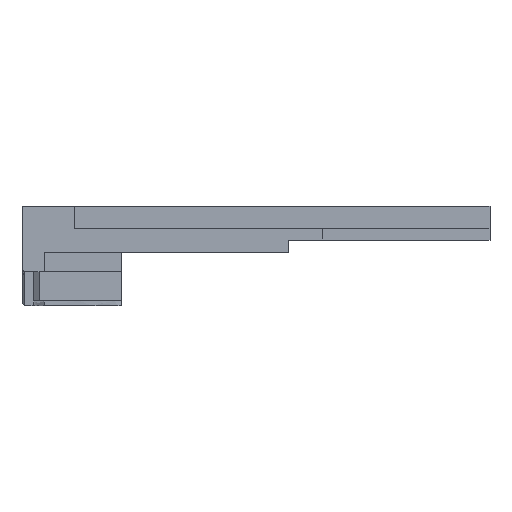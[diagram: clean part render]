
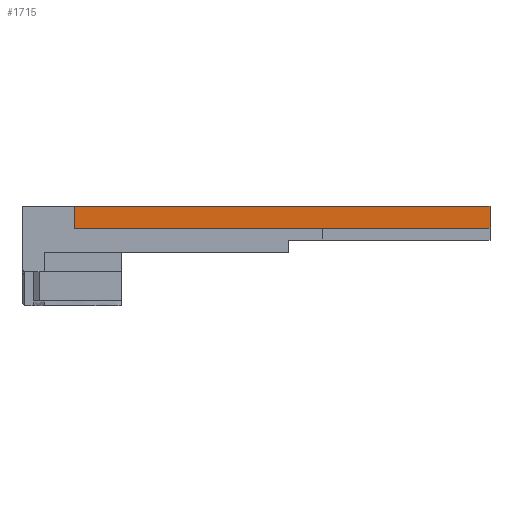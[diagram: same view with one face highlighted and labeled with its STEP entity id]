
A CAD part, front view. The second image highlights one B-rep face of the part: STEP entity #1715.
In plain terms, the highlighted planar face has unit normal (0, -1, 0).
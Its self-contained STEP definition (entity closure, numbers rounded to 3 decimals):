
#46 = PLANE('',#47);
#47 = AXIS2_PLACEMENT_3D('',#48,#49,#50);
#48 = CARTESIAN_POINT('',(117.363,61.,0.));
#49 = DIRECTION('',(0.,0.,1.));
#50 = DIRECTION('',(0.,1.,0.));
#82 = PLANE('',#83);
#83 = AXIS2_PLACEMENT_3D('',#84,#85,#86);
#84 = CARTESIAN_POINT('',(193.448,112.,0.));
#85 = DIRECTION('',(-1.,0.,0.));
#86 = DIRECTION('',(0.,0.,-1.));
#622 = PLANE('',#623);
#623 = AXIS2_PLACEMENT_3D('',#624,#625,#626);
#624 = CARTESIAN_POINT('',(21.6,59.232,-8.91));
#625 = DIRECTION('',(1.,0.,0.));
#626 = DIRECTION('',(0.,0.,1.));
#719 = VERTEX_POINT('',#720);
#720 = CARTESIAN_POINT('',(21.6,118.185,0.));
#741 = EDGE_CURVE('',#742,#719,#744,.T.);
#742 = VERTEX_POINT('',#743);
#743 = CARTESIAN_POINT('',(193.448,118.185,0.));
#744 = SURFACE_CURVE('',#745,(#749,#756),.PCURVE_S1.);
#745 = LINE('',#746,#747);
#746 = CARTESIAN_POINT('',(213.,118.185,0.));
#747 = VECTOR('',#748,1.);
#748 = DIRECTION('',(-1.,0.,0.));
#749 = PCURVE('',#46,#750);
#750 = DEFINITIONAL_REPRESENTATION('',(#751),#755);
#751 = LINE('',#752,#753);
#752 = CARTESIAN_POINT('',(57.185,-95.637));
#753 = VECTOR('',#754,1.);
#754 = DIRECTION('',(0.,1.));
#755 = ( GEOMETRIC_REPRESENTATION_CONTEXT(2) 
PARAMETRIC_REPRESENTATION_CONTEXT() REPRESENTATION_CONTEXT('2D SPACE',''
  ) );
#756 = PCURVE('',#757,#762);
#757 = PLANE('',#758);
#758 = AXIS2_PLACEMENT_3D('',#759,#760,#761);
#759 = CARTESIAN_POINT('',(213.,118.185,0.));
#760 = DIRECTION('',(0.,1.,0.));
#761 = DIRECTION('',(-1.,0.,0.));
#762 = DEFINITIONAL_REPRESENTATION('',(#763),#767);
#763 = LINE('',#764,#765);
#764 = CARTESIAN_POINT('',(0.,0.));
#765 = VECTOR('',#766,1.);
#766 = DIRECTION('',(1.,0.));
#767 = ( GEOMETRIC_REPRESENTATION_CONTEXT(2) 
PARAMETRIC_REPRESENTATION_CONTEXT() REPRESENTATION_CONTEXT('2D SPACE',''
  ) );
#1641 = EDGE_CURVE('',#1642,#742,#1644,.T.);
#1642 = VERTEX_POINT('',#1643);
#1643 = CARTESIAN_POINT('',(193.448,118.185,-9.));
#1644 = SURFACE_CURVE('',#1645,(#1649,#1656),.PCURVE_S1.);
#1645 = LINE('',#1646,#1647);
#1646 = CARTESIAN_POINT('',(193.448,118.185,0.));
#1647 = VECTOR('',#1648,1.);
#1648 = DIRECTION('',(0.,0.,1.));
#1649 = PCURVE('',#82,#1650);
#1650 = DEFINITIONAL_REPRESENTATION('',(#1651),#1655);
#1651 = LINE('',#1652,#1653);
#1652 = CARTESIAN_POINT('',(0.,-6.185));
#1653 = VECTOR('',#1654,1.);
#1654 = DIRECTION('',(-1.,0.));
#1655 = ( GEOMETRIC_REPRESENTATION_CONTEXT(2) 
PARAMETRIC_REPRESENTATION_CONTEXT() REPRESENTATION_CONTEXT('2D SPACE',''
  ) );
#1656 = PCURVE('',#757,#1657);
#1657 = DEFINITIONAL_REPRESENTATION('',(#1658),#1662);
#1658 = LINE('',#1659,#1660);
#1659 = CARTESIAN_POINT('',(19.553,0.));
#1660 = VECTOR('',#1661,1.);
#1661 = DIRECTION('',(0.,1.));
#1662 = ( GEOMETRIC_REPRESENTATION_CONTEXT(2) 
PARAMETRIC_REPRESENTATION_CONTEXT() REPRESENTATION_CONTEXT('2D SPACE',''
  ) );
#1704 = PLANE('',#1705);
#1705 = AXIS2_PLACEMENT_3D('',#1706,#1707,#1708);
#1706 = CARTESIAN_POINT('',(117.3,48.639,-9.));
#1707 = DIRECTION('',(0.,0.,1.));
#1708 = DIRECTION('',(-1.,0.,0.));
#1715 = ADVANCED_FACE('',(#1716),#757,.F.);
#1716 = FACE_BOUND('',#1717,.F.);
#1717 = EDGE_LOOP('',(#1718,#1719,#1720,#1743));
#1718 = ORIENTED_EDGE('',*,*,#741,.F.);
#1719 = ORIENTED_EDGE('',*,*,#1641,.F.);
#1720 = ORIENTED_EDGE('',*,*,#1721,.F.);
#1721 = EDGE_CURVE('',#1722,#1642,#1724,.T.);
#1722 = VERTEX_POINT('',#1723);
#1723 = CARTESIAN_POINT('',(21.6,118.185,-9.));
#1724 = SURFACE_CURVE('',#1725,(#1729,#1736),.PCURVE_S1.);
#1725 = LINE('',#1726,#1727);
#1726 = CARTESIAN_POINT('',(165.15,118.185,-9.));
#1727 = VECTOR('',#1728,1.);
#1728 = DIRECTION('',(1.,0.,0.));
#1729 = PCURVE('',#757,#1730);
#1730 = DEFINITIONAL_REPRESENTATION('',(#1731),#1735);
#1731 = LINE('',#1732,#1733);
#1732 = CARTESIAN_POINT('',(47.85,-9.));
#1733 = VECTOR('',#1734,1.);
#1734 = DIRECTION('',(-1.,0.));
#1735 = ( GEOMETRIC_REPRESENTATION_CONTEXT(2) 
PARAMETRIC_REPRESENTATION_CONTEXT() REPRESENTATION_CONTEXT('2D SPACE',''
  ) );
#1736 = PCURVE('',#1704,#1737);
#1737 = DEFINITIONAL_REPRESENTATION('',(#1738),#1742);
#1738 = LINE('',#1739,#1740);
#1739 = CARTESIAN_POINT('',(-47.85,-69.546));
#1740 = VECTOR('',#1741,1.);
#1741 = DIRECTION('',(-1.,0.));
#1742 = ( GEOMETRIC_REPRESENTATION_CONTEXT(2) 
PARAMETRIC_REPRESENTATION_CONTEXT() REPRESENTATION_CONTEXT('2D SPACE',''
  ) );
#1743 = ORIENTED_EDGE('',*,*,#1744,.F.);
#1744 = EDGE_CURVE('',#719,#1722,#1745,.T.);
#1745 = SURFACE_CURVE('',#1746,(#1750,#1757),.PCURVE_S1.);
#1746 = LINE('',#1747,#1748);
#1747 = CARTESIAN_POINT('',(21.6,118.185,0.));
#1748 = VECTOR('',#1749,1.);
#1749 = DIRECTION('',(-0.,-0.,-1.));
#1750 = PCURVE('',#757,#1751);
#1751 = DEFINITIONAL_REPRESENTATION('',(#1752),#1756);
#1752 = LINE('',#1753,#1754);
#1753 = CARTESIAN_POINT('',(191.4,0.));
#1754 = VECTOR('',#1755,1.);
#1755 = DIRECTION('',(0.,-1.));
#1756 = ( GEOMETRIC_REPRESENTATION_CONTEXT(2) 
PARAMETRIC_REPRESENTATION_CONTEXT() REPRESENTATION_CONTEXT('2D SPACE',''
  ) );
#1757 = PCURVE('',#622,#1758);
#1758 = DEFINITIONAL_REPRESENTATION('',(#1759),#1763);
#1759 = LINE('',#1760,#1761);
#1760 = CARTESIAN_POINT('',(8.91,-58.953));
#1761 = VECTOR('',#1762,1.);
#1762 = DIRECTION('',(-1.,0.));
#1763 = ( GEOMETRIC_REPRESENTATION_CONTEXT(2) 
PARAMETRIC_REPRESENTATION_CONTEXT() REPRESENTATION_CONTEXT('2D SPACE',''
  ) );
